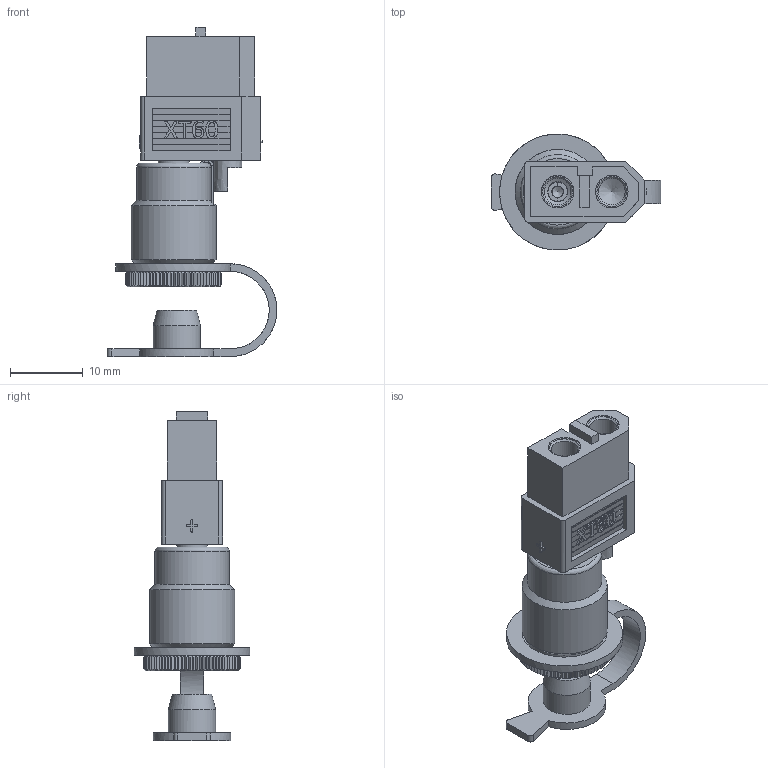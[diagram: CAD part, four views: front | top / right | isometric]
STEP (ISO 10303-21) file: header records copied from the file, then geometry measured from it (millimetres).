
FILE_DESCRIPTION(('FreeCAD Model'),'2;1');
FILE_NAME('Open CASCADE Shape Model','2025-05-05T04:16:25',('FreeCAD'),( 'FreeCAD'),'Open CASCADE STEP processor 7.6','FreeCAD','Unknown');
FILE_SCHEMA(('AUTOMOTIVE_DESIGN { 1 0 10303 214 1 1 1 1 }'));
Length unit declared in the file: millimetre
Products named in the file (1): Open CASCADE STEP translator 7.6 1
Bounding box: 23.34 x 15.96 x 45.27 mm (x, y, z)
Volume: 3139.8 mm3; surface area: 5260.8 mm2
Topology: 8 solids, 8 shells, 778 faces, 1860 edges, 1115 vertices
Faces by surface type: bspline 778
Entity records: 27237 total; most frequent: CARTESIAN_POINT 16554, ORIENTED_EDGE 3712, EDGE_CURVE 1856, VERTEX_POINT 1115, B_SPLINE_CURVE_WITH_KNOTS 1091, FACE_BOUND 815, EDGE_LOOP 815, ADVANCED_FACE 778
